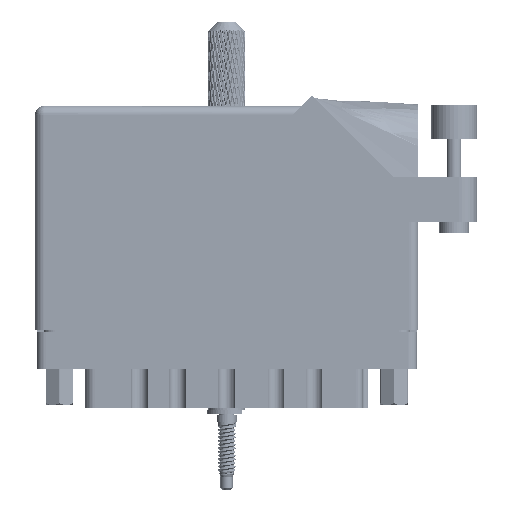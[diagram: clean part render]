
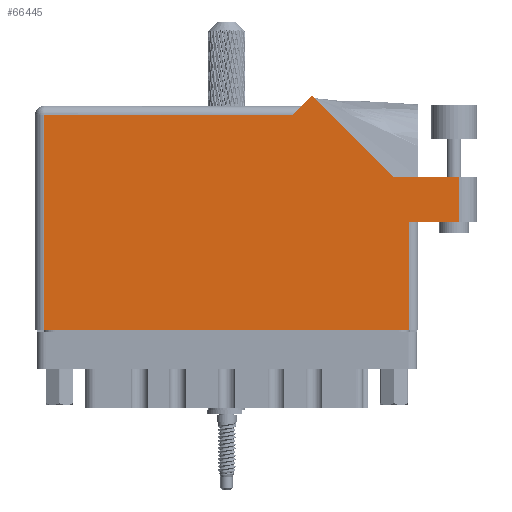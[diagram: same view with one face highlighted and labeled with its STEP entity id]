
A CAD part, front view. The second image highlights one B-rep face of the part: STEP entity #66445.
In plain terms, the highlighted face is planar.
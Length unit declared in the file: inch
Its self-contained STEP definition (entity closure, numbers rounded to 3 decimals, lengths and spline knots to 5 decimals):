
#2317 = CARTESIAN_POINT ( 'NONE',  ( 0., 1.468, 0. ) ) ;
#3902 = AXIS2_PLACEMENT_3D ( 'NONE', #8368, #38184, #20906 ) ;
#8368 = CARTESIAN_POINT ( 'NONE',  ( 0., 1.53, 0. ) ) ;
#15895 = VECTOR ( 'NONE', #63603, 39.37008 ) ;
#16567 = VERTEX_POINT ( 'NONE', #88052 ) ;
#16782 = DIRECTION ( 'NONE',  ( 0., -1., 0. ) ) ;
#17095 = EDGE_CURVE ( 'NONE', #124239, #102203, #85957, .T. ) ;
#17208 = CARTESIAN_POINT ( 'NONE',  ( 0.062, 0., 0. ) ) ;
#18543 = CARTESIAN_POINT ( 'NONE',  ( 2.887, 1.044, 0. ) ) ;
#19492 = DIRECTION ( 'NONE',  ( -0.707, -0.707, 0. ) ) ;
#20396 = ORIENTED_EDGE ( 'NONE', *, *, #17095, .T. ) ;
#20906 = DIRECTION ( 'NONE',  ( -1., 0., 0. ) ) ;
#22229 = DIRECTION ( 'NONE',  ( -1., 0., 0. ) ) ;
#23041 = VECTOR ( 'NONE', #16782, 39.37008 ) ;
#28598 = DIRECTION ( 'NONE',  ( -1., 0., 0. ) ) ;
#30225 = EDGE_CURVE ( 'NONE', #16567, #119286, #117904, .T. ) ;
#33829 = EDGE_CURVE ( 'NONE', #46279, #80932, #66173, .T. ) ;
#34604 = ORIENTED_EDGE ( 'NONE', *, *, #124247, .T. ) ;
#38184 = DIRECTION ( 'NONE',  ( 0., 0., -1. ) ) ;
#38414 = EDGE_LOOP ( 'NONE', ( #88836, #20396, #34604, #61702, #105460, #52075, #114378, #53394, #48562 ) ) ;
#44720 = DIRECTION ( 'NONE',  ( 1., 0., 0. ) ) ;
#45793 = VECTOR ( 'NONE', #44720, 39.37008 ) ;
#46279 = VERTEX_POINT ( 'NONE', #69899 ) ;
#47791 = DIRECTION ( 'NONE',  ( 0., 1., 0. ) ) ;
#48032 = CARTESIAN_POINT ( 'NONE',  ( 3.012, 1.044, 0. ) ) ;
#48562 = ORIENTED_EDGE ( 'NONE', *, *, #33829, .T. ) ;
#51033 = CARTESIAN_POINT ( 'NONE',  ( 2.55, 0.737, 0. ) ) ;
#51238 = EDGE_CURVE ( 'NONE', #96586, #93262, #117274, .T. ) ;
#52075 = ORIENTED_EDGE ( 'NONE', *, *, #57267, .T. ) ;
#52883 = CARTESIAN_POINT ( 'NONE',  ( 2.44642, 1.044, 0. ) ) ;
#53394 = ORIENTED_EDGE ( 'NONE', *, *, #66305, .T. ) ;
#53905 = LINE ( 'NONE', #48032, #123378 ) ;
#54566 = DIRECTION ( 'NONE',  ( 0., 1., 0. ) ) ;
#57267 = EDGE_CURVE ( 'NONE', #57989, #96586, #122388, .T. ) ;
#57989 = VERTEX_POINT ( 'NONE', #106165 ) ;
#61702 = ORIENTED_EDGE ( 'NONE', *, *, #30225, .T. ) ;
#63603 = DIRECTION ( 'NONE',  ( -0.707, 0.707, 0. ) ) ;
#66173 = LINE ( 'NONE', #103755, #111145 ) ;
#66305 = EDGE_CURVE ( 'NONE', #93262, #46279, #68943, .T. ) ;
#66445 = ADVANCED_FACE ( 'NONE', ( #98338 ), #67484, .F. ) ;
#67484 = PLANE ( 'NONE',  #3902 ) ;
#68943 = LINE ( 'NONE', #104316, #45793 ) ;
#69899 = CARTESIAN_POINT ( 'NONE',  ( 2.55, 0., 0. ) ) ;
#73038 = LINE ( 'NONE', #78608, #108643 ) ;
#74556 = CARTESIAN_POINT ( 'NONE',  ( 2.612, 0.737, 0. ) ) ;
#75961 = CARTESIAN_POINT ( 'NONE',  ( 1.88971, 1.60071, 0. ) ) ;
#78608 = CARTESIAN_POINT ( 'NONE',  ( 1.819, 1.53, 0. ) ) ;
#79099 = VECTOR ( 'NONE', #22229, 39.37008 ) ;
#80932 = VERTEX_POINT ( 'NONE', #51033 ) ;
#85957 = LINE ( 'NONE', #98277, #99917 ) ;
#88052 = CARTESIAN_POINT ( 'NONE',  ( 2.44642, 1.044, 0. ) ) ;
#88836 = ORIENTED_EDGE ( 'NONE', *, *, #127218, .T. ) ;
#91933 = LINE ( 'NONE', #74556, #107415 ) ;
#93262 = VERTEX_POINT ( 'NONE', #117217 ) ;
#94464 = DIRECTION ( 'NONE',  ( 1., 0., 0. ) ) ;
#96586 = VERTEX_POINT ( 'NONE', #112448 ) ;
#98277 = CARTESIAN_POINT ( 'NONE',  ( 2.887, 1.044, 0. ) ) ;
#98338 = FACE_OUTER_BOUND ( 'NONE', #38414, .T. ) ;
#99917 = VECTOR ( 'NONE', #47791, 39.37008 ) ;
#102203 = VERTEX_POINT ( 'NONE', #18543 ) ;
#103755 = CARTESIAN_POINT ( 'NONE',  ( 2.55, 0.737, 0. ) ) ;
#104316 = CARTESIAN_POINT ( 'NONE',  ( 0., 0., 0. ) ) ;
#104438 = EDGE_CURVE ( 'NONE', #119286, #57989, #73038, .T. ) ;
#105460 = ORIENTED_EDGE ( 'NONE', *, *, #104438, .T. ) ;
#106165 = CARTESIAN_POINT ( 'NONE',  ( 1.757, 1.468, 0. ) ) ;
#107415 = VECTOR ( 'NONE', #94464, 39.37008 ) ;
#108643 = VECTOR ( 'NONE', #19492, 39.37008 ) ;
#111145 = VECTOR ( 'NONE', #54566, 39.37008 ) ;
#112448 = CARTESIAN_POINT ( 'NONE',  ( 0.062, 1.468, 0. ) ) ;
#114378 = ORIENTED_EDGE ( 'NONE', *, *, #51238, .T. ) ;
#117217 = CARTESIAN_POINT ( 'NONE',  ( 0.062, 0., 0. ) ) ;
#117274 = LINE ( 'NONE', #17208, #23041 ) ;
#117519 = CARTESIAN_POINT ( 'NONE',  ( 2.887, 0.737, 0. ) ) ;
#117904 = LINE ( 'NONE', #52883, #15895 ) ;
#119286 = VERTEX_POINT ( 'NONE', #75961 ) ;
#122388 = LINE ( 'NONE', #2317, #79099 ) ;
#123378 = VECTOR ( 'NONE', #28598, 39.37008 ) ;
#124239 = VERTEX_POINT ( 'NONE', #117519 ) ;
#124247 = EDGE_CURVE ( 'NONE', #102203, #16567, #53905, .T. ) ;
#127218 = EDGE_CURVE ( 'NONE', #80932, #124239, #91933, .T. ) ;
